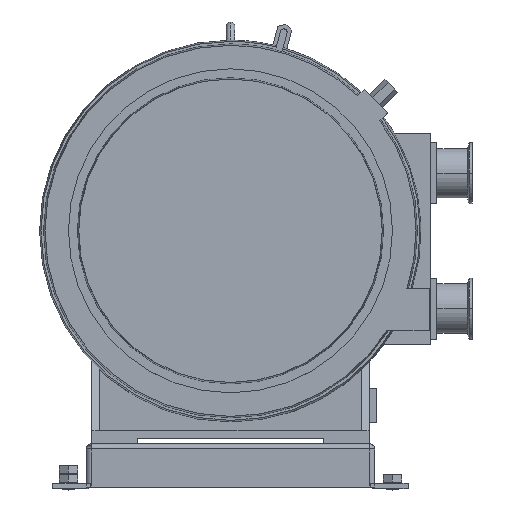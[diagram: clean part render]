
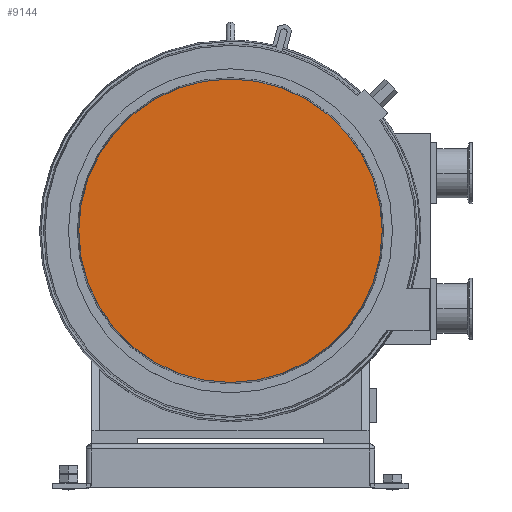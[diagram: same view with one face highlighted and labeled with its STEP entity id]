
A CAD part, top view. The second image highlights one B-rep face of the part: STEP entity #9144.
In plain terms, the highlighted planar face has unit normal (0, 0, 1).
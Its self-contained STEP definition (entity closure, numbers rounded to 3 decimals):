
#815 = EDGE_LOOP ( 'NONE', ( #7508, #2238 ) ) ;
#1177 = CARTESIAN_POINT ( 'NONE',  ( -136.727, 0., 105. ) ) ;
#1555 = FACE_OUTER_BOUND ( 'NONE', #815, .T. ) ;
#1859 = DIRECTION ( 'NONE',  ( 1., 0., 0. ) ) ;
#1870 = CIRCLE ( 'NONE', #7875, 136.727 ) ;
#2238 = ORIENTED_EDGE ( 'NONE', *, *, #10825, .T. ) ;
#3346 = DIRECTION ( 'NONE',  ( 1., 0., 0. ) ) ;
#3857 = DIRECTION ( 'NONE',  ( 1., 0., 0. ) ) ;
#3911 = EDGE_CURVE ( 'NONE', #7480, #6227, #9535, .T. ) ;
#4020 = DIRECTION ( 'NONE',  ( 0., 0., 1. ) ) ;
#4458 = CARTESIAN_POINT ( 'NONE',  ( 0., 0., 105. ) ) ;
#4925 = AXIS2_PLACEMENT_3D ( 'NONE', #4458, #8702, #3346 ) ;
#5597 = DIRECTION ( 'NONE',  ( 0., 0., 1. ) ) ;
#6227 = VERTEX_POINT ( 'NONE', #1177 ) ;
#6412 = PLANE ( 'NONE',  #6608 ) ;
#6608 = AXIS2_PLACEMENT_3D ( 'NONE', #12106, #5597, #1859 ) ;
#6677 = CARTESIAN_POINT ( 'NONE',  ( 0., 0., 105. ) ) ;
#7480 = VERTEX_POINT ( 'NONE', #11418 ) ;
#7508 = ORIENTED_EDGE ( 'NONE', *, *, #3911, .T. ) ;
#7875 = AXIS2_PLACEMENT_3D ( 'NONE', #6677, #4020, #3857 ) ;
#8702 = DIRECTION ( 'NONE',  ( 0., 0., 1. ) ) ;
#9144 = ADVANCED_FACE ( 'NONE', ( #1555 ), #6412, .T. ) ;
#9535 = CIRCLE ( 'NONE', #4925, 136.727 ) ;
#10825 = EDGE_CURVE ( 'NONE', #6227, #7480, #1870, .T. ) ;
#11418 = CARTESIAN_POINT ( 'NONE',  ( 136.727, 0., 105. ) ) ;
#12106 = CARTESIAN_POINT ( 'NONE',  ( 0., 0., 105. ) ) ;
